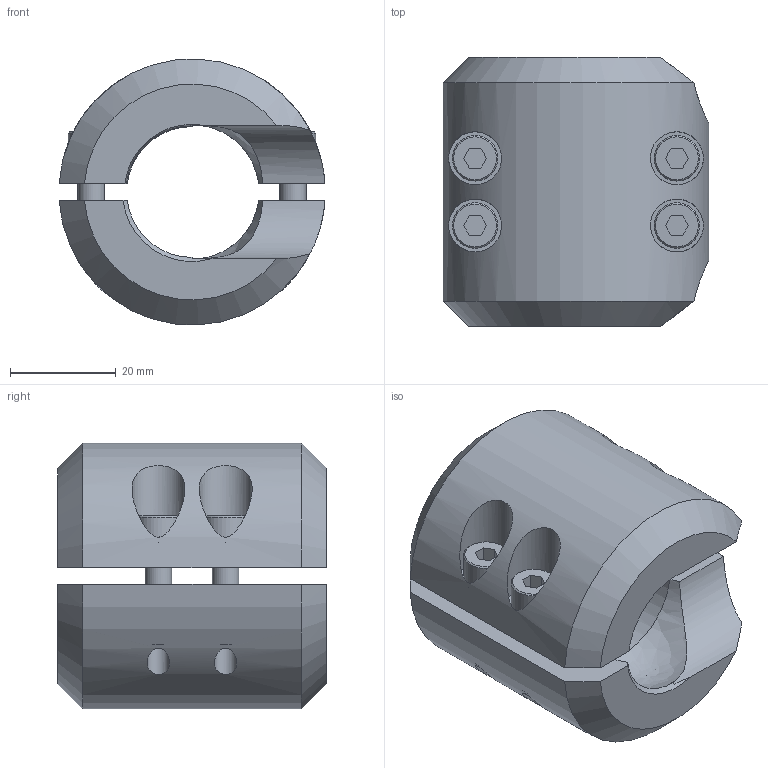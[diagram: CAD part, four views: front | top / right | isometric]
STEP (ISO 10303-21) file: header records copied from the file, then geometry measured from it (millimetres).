
FILE_DESCRIPTION (( 'STEP AP214' ), '1' );
FILE_NAME ('SLM-2.STEP', '2023-03-09T11:42:05', ( '' ), ( '' ), 'SwSTEP 2.0', 'SolidWorks 2021', '' );
FILE_SCHEMA (( 'AUTOMOTIVE_DESIGN' ));
Length unit declared in the file: inch
Products named in the file (1): SLM-2
Bounding box: 50.19 x 50.8 x 50.23 mm (x, y, z)
Volume: 59283.8 mm3; surface area: 18994.7 mm2
Topology: 6 solids, 10 shells, 124 faces, 284 edges, 188 vertices
Faces by surface type: plane 64, cylinder 30, cone 16, bspline 14
Full cylindrical faces by diameter (mm): 4.2 x4, 5.029 x4, 5.8 x4, 8.6 x4, 10 x4
Entity records: 11897 total; most frequent: CARTESIAN_POINT 7803, DIRECTION 486, ORIENTED_EDGE 480, EDGE_CURVE 240, AXIS2_PLACEMENT_3D 187, EDGE_LOOP 180, VERTEX_POINT 176, FACE_OUTER_BOUND 144
